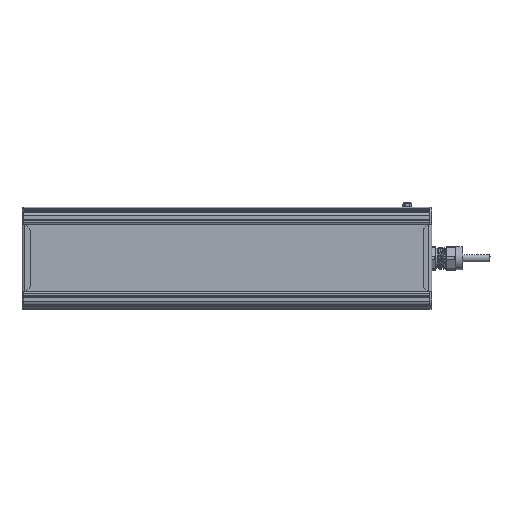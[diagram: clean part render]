
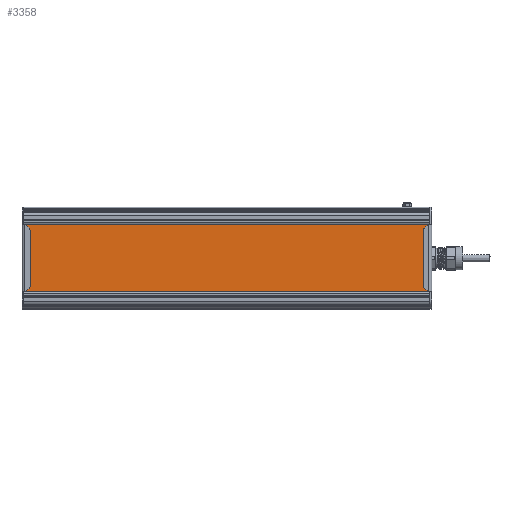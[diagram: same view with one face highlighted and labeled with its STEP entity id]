
A CAD part, front view. The second image highlights one B-rep face of the part: STEP entity #3358.
In plain terms, the highlighted face is planar.
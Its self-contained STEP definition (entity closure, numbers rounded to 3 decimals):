
#3358=ADVANCED_FACE('',(#12225),#12227,.T.);
#12225=FACE_BOUND('',#12226,.T.);
#12226=EDGE_LOOP('',(#36829,#36830,#36831,#36832));
#12227=PLANE('',#12228);
#12228=AXIS2_PLACEMENT_3D('',#12229,#12230,#12231);
#12229=CARTESIAN_POINT('',(120.465,593.492,117.308));
#12230=DIRECTION('',(0.,0.,-1.));
#12231=DIRECTION('',(0.,1.,0.));
#36829=ORIENTED_EDGE('',*,*,#42006,.T.);
#36830=ORIENTED_EDGE('',*,*,#42005,.T.);
#36831=ORIENTED_EDGE('',*,*,#42007,.F.);
#36832=ORIENTED_EDGE('',*,*,#42008,.F.);
#42005=EDGE_CURVE('',#45660,#45665,#45667,.T.);
#42006=EDGE_CURVE('',#45668,#45660,#45669,.T.);
#42007=EDGE_CURVE('',#45670,#45665,#45671,.T.);
#42008=EDGE_CURVE('',#45668,#45670,#45672,.T.);
#45660=VERTEX_POINT('',#56573);
#45665=VERTEX_POINT('',#56582);
#45667=LINE('',#56586,#56587);
#45668=VERTEX_POINT('',#56589);
#45669=LINE('',#56590,#56591);
#45670=VERTEX_POINT('',#56593);
#45671=LINE('',#56594,#56595);
#45672=LINE('',#56597,#56598);
#56573=CARTESIAN_POINT('',(120.465,679.838,117.308));
#56582=CARTESIAN_POINT('',(566.465,679.838,117.308));
#56586=CARTESIAN_POINT('',(120.465,679.838,117.308));
#56587=VECTOR('',#56588,1.);
#56588=DIRECTION('',(1.,0.,0.));
#56589=CARTESIAN_POINT('',(120.465,593.492,117.308));
#56590=CARTESIAN_POINT('',(120.465,593.492,117.308));
#56591=VECTOR('',#56592,1.);
#56592=DIRECTION('',(0.,1.,0.));
#56593=CARTESIAN_POINT('',(566.465,593.492,117.308));
#56594=CARTESIAN_POINT('',(566.465,593.492,117.308));
#56595=VECTOR('',#56596,1.);
#56596=DIRECTION('',(0.,1.,0.));
#56597=CARTESIAN_POINT('',(120.465,593.492,117.308));
#56598=VECTOR('',#56599,1.);
#56599=DIRECTION('',(1.,0.,0.));
